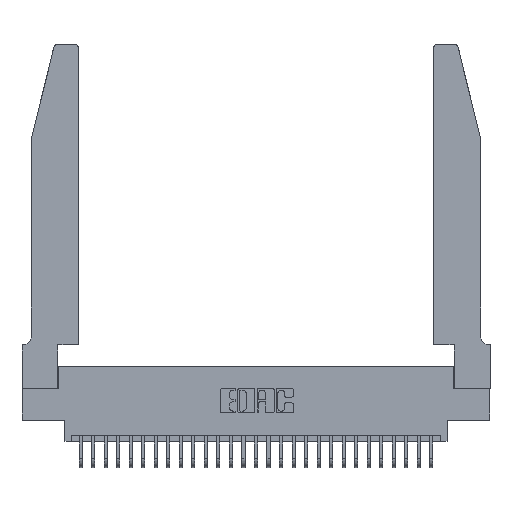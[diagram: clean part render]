
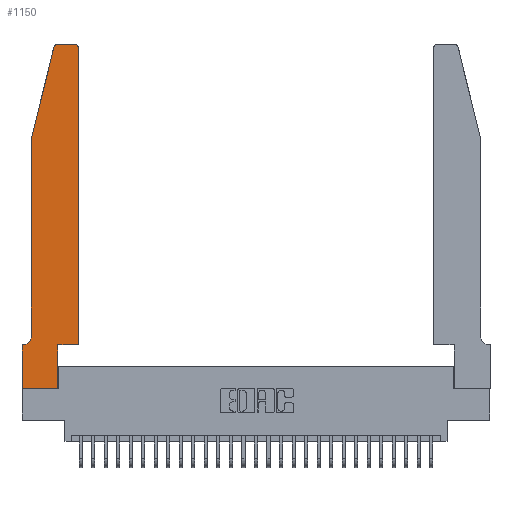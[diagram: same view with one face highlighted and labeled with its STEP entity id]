
A CAD part, top view. The second image highlights one B-rep face of the part: STEP entity #1150.
In plain terms, the highlighted planar face has unit normal (0, 0, 1).
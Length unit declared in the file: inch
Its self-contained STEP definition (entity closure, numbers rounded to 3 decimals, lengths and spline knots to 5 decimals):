
#93 = VERTEX_POINT ( 'NONE', #28598 ) ;
#438 = EDGE_CURVE ( 'NONE', #11848, #2195, #5725, .T. ) ;
#1150 = ADVANCED_FACE ( 'NONE', ( #15844 ), #28565, .T. ) ;
#1279 = VECTOR ( 'NONE', #11290, 39.37008 ) ;
#1794 = ORIENTED_EDGE ( 'NONE', *, *, #438, .T. ) ;
#1993 = CIRCLE ( 'NONE', #21364, 0.03 ) ;
#2195 = VERTEX_POINT ( 'NONE', #17023 ) ;
#2902 = VERTEX_POINT ( 'NONE', #11496 ) ;
#2949 = CARTESIAN_POINT ( 'NONE',  ( 0.4505, 0.35, 0.37 ) ) ;
#3329 = EDGE_CURVE ( 'NONE', #24028, #3913, #7610, .T. ) ;
#3913 = VERTEX_POINT ( 'NONE', #27305 ) ;
#4385 = LINE ( 'NONE', #18114, #26548 ) ;
#4751 = ORIENTED_EDGE ( 'NONE', *, *, #7705, .T. ) ;
#4879 = LINE ( 'NONE', #15795, #16905 ) ;
#5355 = DIRECTION ( 'NONE',  ( 1., 0., 0. ) ) ;
#5480 = CARTESIAN_POINT ( 'NONE',  ( 0., 0., 0.37 ) ) ;
#5725 = LINE ( 'NONE', #13891, #7974 ) ;
#5763 = AXIS2_PLACEMENT_3D ( 'NONE', #13868, #9466, #16400 ) ;
#5896 = CARTESIAN_POINT ( 'NONE',  ( 0.0755, 2., 0.37 ) ) ;
#6165 = CARTESIAN_POINT ( 'NONE',  ( 0.0755, 2., 0.37 ) ) ;
#6830 = CARTESIAN_POINT ( 'NONE',  ( 0., 0.35, 0.37 ) ) ;
#6897 = CARTESIAN_POINT ( 'NONE',  ( 0.2865, 0., 0.37 ) ) ;
#7536 = VECTOR ( 'NONE', #19855, 39.37008 ) ;
#7610 = LINE ( 'NONE', #20853, #1279 ) ;
#7705 = EDGE_CURVE ( 'NONE', #15200, #10529, #4385, .T. ) ;
#7974 = VECTOR ( 'NONE', #30502, 39.37008 ) ;
#8468 = EDGE_CURVE ( 'NONE', #2195, #93, #1993, .T. ) ;
#8554 = CARTESIAN_POINT ( 'NONE',  ( 0.0755, 0.35, 0.37 ) ) ;
#9031 = LINE ( 'NONE', #19190, #22158 ) ;
#9300 = ORIENTED_EDGE ( 'NONE', *, *, #29387, .T. ) ;
#9466 = DIRECTION ( 'NONE',  ( 0., 0., -1. ) ) ;
#10458 = AXIS2_PLACEMENT_3D ( 'NONE', #6830, #23651, #11658 ) ;
#10517 = VERTEX_POINT ( 'NONE', #25692 ) ;
#10529 = VERTEX_POINT ( 'NONE', #11479 ) ;
#11290 = DIRECTION ( 'NONE',  ( 0., -1., 0. ) ) ;
#11479 = CARTESIAN_POINT ( 'NONE',  ( 0.2865, 0.35, 0.37 ) ) ;
#11496 = CARTESIAN_POINT ( 'NONE',  ( 0.0055, 0.35, 0.37 ) ) ;
#11658 = DIRECTION ( 'NONE',  ( 1., 0., 0. ) ) ;
#11848 = VERTEX_POINT ( 'NONE', #23983 ) ;
#12128 = EDGE_LOOP ( 'NONE', ( #12618, #25602, #19763, #21757, #25936, #9300, #21079, #20567, #4751, #21677, #1794, #20937 ) ) ;
#12618 = ORIENTED_EDGE ( 'NONE', *, *, #23917, .T. ) ;
#12709 = CARTESIAN_POINT ( 'NONE',  ( 0.4205, 2.72, 0.37 ) ) ;
#13480 = DIRECTION ( 'NONE',  ( 1., 0., 0. ) ) ;
#13744 = EDGE_CURVE ( 'NONE', #3913, #2902, #20474, .T. ) ;
#13868 = CARTESIAN_POINT ( 'NONE',  ( 0.0055, 0.42, 0.37 ) ) ;
#13891 = CARTESIAN_POINT ( 'NONE',  ( 0.4505, 0.35, 0.37 ) ) ;
#14561 = DIRECTION ( 'NONE',  ( 0., -1., 0. ) ) ;
#14841 = CARTESIAN_POINT ( 'NONE',  ( 0.284, 2.75, 0.37 ) ) ;
#15200 = VERTEX_POINT ( 'NONE', #6897 ) ;
#15256 = LINE ( 'NONE', #8554, #17504 ) ;
#15282 = DIRECTION ( 'NONE',  ( 0., 1., 0. ) ) ;
#15704 = DIRECTION ( 'NONE',  ( -1., 0., 0. ) ) ;
#15795 = CARTESIAN_POINT ( 'NONE',  ( 0., 0., 0.37 ) ) ;
#15844 = FACE_OUTER_BOUND ( 'NONE', #12128, .T. ) ;
#16400 = DIRECTION ( 'NONE',  ( -1., 0., 0. ) ) ;
#16905 = VECTOR ( 'NONE', #13480, 39.37008 ) ;
#17023 = CARTESIAN_POINT ( 'NONE',  ( 0.4505, 2.72, 0.37 ) ) ;
#17504 = VECTOR ( 'NONE', #15704, 39.37008 ) ;
#18114 = CARTESIAN_POINT ( 'NONE',  ( 0.2865, 0.35, 0.37 ) ) ;
#18505 = EDGE_CURVE ( 'NONE', #29898, #15200, #4879, .T. ) ;
#19072 = VECTOR ( 'NONE', #5355, 39.37008 ) ;
#19190 = CARTESIAN_POINT ( 'NONE',  ( 0., 0., 0.37 ) ) ;
#19719 = DIRECTION ( 'NONE',  ( 0., 0., 1. ) ) ;
#19763 = ORIENTED_EDGE ( 'NONE', *, *, #22385, .T. ) ;
#19855 = DIRECTION ( 'NONE',  ( -1., 0., 0. ) ) ;
#20384 = AXIS2_PLACEMENT_3D ( 'NONE', #29272, #19719, #29383 ) ;
#20474 = CIRCLE ( 'NONE', #5763, 0.07 ) ;
#20567 = ORIENTED_EDGE ( 'NONE', *, *, #18505, .T. ) ;
#20853 = CARTESIAN_POINT ( 'NONE',  ( 0.0755, 2., 0.37 ) ) ;
#20937 = ORIENTED_EDGE ( 'NONE', *, *, #8468, .T. ) ;
#21022 = VERTEX_POINT ( 'NONE', #14841 ) ;
#21079 = ORIENTED_EDGE ( 'NONE', *, *, #26092, .T. ) ;
#21148 = CIRCLE ( 'NONE', #20384, 0.03 ) ;
#21364 = AXIS2_PLACEMENT_3D ( 'NONE', #12709, #23120, #28523 ) ;
#21615 = CARTESIAN_POINT ( 'NONE',  ( 0., 0.35, 0.37 ) ) ;
#21677 = ORIENTED_EDGE ( 'NONE', *, *, #28331, .T. ) ;
#21757 = ORIENTED_EDGE ( 'NONE', *, *, #3329, .T. ) ;
#22158 = VECTOR ( 'NONE', #14561, 39.37008 ) ;
#22261 = CARTESIAN_POINT ( 'NONE',  ( 0.2605, 2.75, 0.37 ) ) ;
#22385 = EDGE_CURVE ( 'NONE', #10517, #24028, #26793, .T. ) ;
#22794 = EDGE_CURVE ( 'NONE', #21022, #10517, #21148, .T. ) ;
#22849 = DIRECTION ( 'NONE',  ( -0.239, -0.971, 0. ) ) ;
#23120 = DIRECTION ( 'NONE',  ( 0., 0., 1. ) ) ;
#23651 = DIRECTION ( 'NONE',  ( 0., 0., 1. ) ) ;
#23917 = EDGE_CURVE ( 'NONE', #93, #21022, #28587, .T. ) ;
#23983 = CARTESIAN_POINT ( 'NONE',  ( 0.4505, 0.35, 0.37 ) ) ;
#24028 = VERTEX_POINT ( 'NONE', #5896 ) ;
#25488 = LINE ( 'NONE', #2949, #19072 ) ;
#25602 = ORIENTED_EDGE ( 'NONE', *, *, #22794, .T. ) ;
#25692 = CARTESIAN_POINT ( 'NONE',  ( 0.25487, 2.72718, 0.37 ) ) ;
#25936 = ORIENTED_EDGE ( 'NONE', *, *, #13744, .T. ) ;
#25996 = VERTEX_POINT ( 'NONE', #21615 ) ;
#26092 = EDGE_CURVE ( 'NONE', #25996, #29898, #9031, .T. ) ;
#26548 = VECTOR ( 'NONE', #15282, 39.37008 ) ;
#26793 = LINE ( 'NONE', #6165, #29424 ) ;
#27305 = CARTESIAN_POINT ( 'NONE',  ( 0.0755, 0.42, 0.37 ) ) ;
#28331 = EDGE_CURVE ( 'NONE', #10529, #11848, #25488, .T. ) ;
#28523 = DIRECTION ( 'NONE',  ( 1., 0., 0. ) ) ;
#28565 = PLANE ( 'NONE',  #10458 ) ;
#28587 = LINE ( 'NONE', #22261, #7536 ) ;
#28598 = CARTESIAN_POINT ( 'NONE',  ( 0.4205, 2.75, 0.37 ) ) ;
#29272 = CARTESIAN_POINT ( 'NONE',  ( 0.284, 2.72, 0.37 ) ) ;
#29383 = DIRECTION ( 'NONE',  ( 1., 0., 0. ) ) ;
#29387 = EDGE_CURVE ( 'NONE', #2902, #25996, #15256, .T. ) ;
#29424 = VECTOR ( 'NONE', #22849, 39.37008 ) ;
#29898 = VERTEX_POINT ( 'NONE', #5480 ) ;
#30502 = DIRECTION ( 'NONE',  ( 0., 1., 0. ) ) ;
